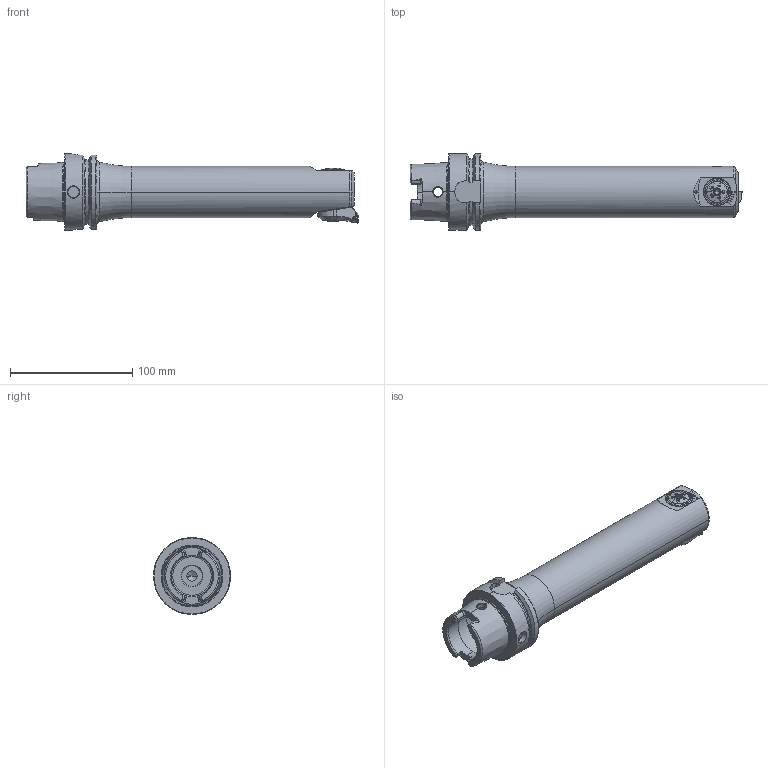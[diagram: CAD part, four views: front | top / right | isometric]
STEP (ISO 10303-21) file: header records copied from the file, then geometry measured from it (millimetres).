
FILE_DESCRIPTION (( 'STEP AP203' ), '1' );
FILE_NAME ('HA6.F42.K22.240.STEP', '2024-08-20T13:21:20', ( '' ), ( '' ), 'SwSTEP 2.0', 'SolidWorks 2022', '' );
FILE_SCHEMA (( 'CONFIG_CONTROL_DESIGN' ));
Length unit declared in the file: millimetre
Products named in the file (14): HA6.F42.K22.240; F42-WCA.001.009_C_fertigbearbeitet; HA6-F42.K20.240_B_Fertigbearbeitung; F42; F42-BG2.001.000_A; F42-WCA.001.009; F42-BG1.011.027_B; ISO 8744-2x6; F42-BG3.003.008_A; F42-BG3.002.024_A; WCA-ER2.001.006_A; CCMT060204; DIN 3771 - 19x1.5; F42-ER1.101.012_A
Assembly tree (13 placements, depth 3):
  HA6.F42.K22.240
    HA6-F42.K20.240_B_Fertigbearbeitung
    F42
      F42-BG3.003.008_A
      F42-BG3.002.024_A
      F42-BG2.001.000_A
      F42-BG1.011.027_B
      DIN 3771 - 19x1.5
      ISO 8744-2x6
    F42-ER1.101.012_A
    F42-WCA.001.009
      F42-WCA.001.009_C_fertigbearbeitet
      CCMT060204
      WCA-ER2.001.006_A
Bounding box: 271.9 x 63 x 63 mm (x, y, z)
Volume: 362954.5 mm3; surface area: 66393 mm2
Topology: 11 solids, 11 shells, 846 faces, 2263 edges, 1441 vertices
Faces by surface type: plane 352, cone 186, cylinder 174, torus 69, bspline 59, sphere 6
Entity records: 32359 total; most frequent: CARTESIAN_POINT 11001, ORIENTED_EDGE 4498, DIRECTION 3737, EDGE_CURVE 2249, AXIS2_PLACEMENT_3D 1459, VERTEX_POINT 1441, EDGE_LOOP 894, ADVANCED_FACE 846
